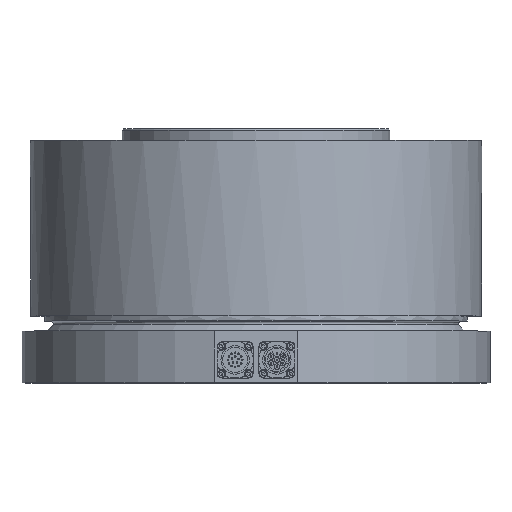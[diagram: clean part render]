
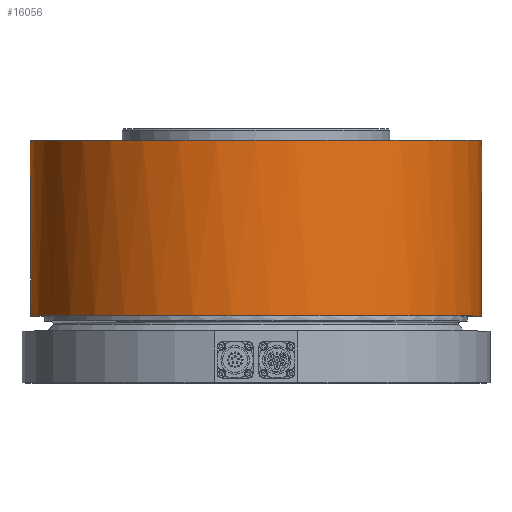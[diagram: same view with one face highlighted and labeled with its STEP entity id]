
A CAD part, top view. The second image highlights one B-rep face of the part: STEP entity #16056.
In plain terms, the highlighted cylindrical face has radius 135 mm (diameter 270 mm), a full revolution.
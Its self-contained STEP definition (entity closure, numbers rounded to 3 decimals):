
#199 = DIRECTION ( 'NONE',  ( 0., 1., 0. ) ) ;
#542 = CARTESIAN_POINT ( 'NONE',  ( 0., 145., 0. ) ) ;
#652 = VERTEX_POINT ( 'NONE', #6591 ) ;
#824 = AXIS2_PLACEMENT_3D ( 'NONE', #8129, #199, #9451 ) ;
#1863 = DIRECTION ( 'NONE',  ( 0., 0., -1. ) ) ;
#1889 = FACE_OUTER_BOUND ( 'NONE', #9838, .T. ) ;
#3115 = CARTESIAN_POINT ( 'NONE',  ( 0., 126.441, 0. ) ) ;
#5778 = DIRECTION ( 'NONE',  ( 0., 1., 0. ) ) ;
#6591 = CARTESIAN_POINT ( 'NONE',  ( 0., 145., -135. ) ) ;
#7115 = EDGE_CURVE ( 'NONE', #652, #652, #12111, .T. ) ;
#7890 = VERTEX_POINT ( 'NONE', #14350 ) ;
#8129 = CARTESIAN_POINT ( 'NONE',  ( 0., 40., 0. ) ) ;
#8391 = CIRCLE ( 'NONE', #824, 135. ) ;
#8533 = CYLINDRICAL_SURFACE ( 'NONE', #14573, 135. ) ;
#9451 = DIRECTION ( 'NONE',  ( -0.966, 0., 0.259 ) ) ;
#9798 = DIRECTION ( 'NONE',  ( 0., 1., 0. ) ) ;
#9838 = EDGE_LOOP ( 'NONE', ( #10000 ) ) ;
#10000 = ORIENTED_EDGE ( 'NONE', *, *, #7115, .F. ) ;
#12082 = EDGE_LOOP ( 'NONE', ( #15418 ) ) ;
#12111 = CIRCLE ( 'NONE', #15102, 135. ) ;
#12436 = FACE_OUTER_BOUND ( 'NONE', #12082, .T. ) ;
#14350 = CARTESIAN_POINT ( 'NONE',  ( -130.4, 40., 34.941 ) ) ;
#14490 = EDGE_CURVE ( 'NONE', #7890, #7890, #8391, .T. ) ;
#14573 = AXIS2_PLACEMENT_3D ( 'NONE', #3115, #5778, #15058 ) ;
#15058 = DIRECTION ( 'NONE',  ( 0., 0., -1. ) ) ;
#15102 = AXIS2_PLACEMENT_3D ( 'NONE', #542, #9798, #1863 ) ;
#15418 = ORIENTED_EDGE ( 'NONE', *, *, #14490, .T. ) ;
#16056 = ADVANCED_FACE ( 'NONE', ( #1889, #12436 ), #8533, .T. ) ;
